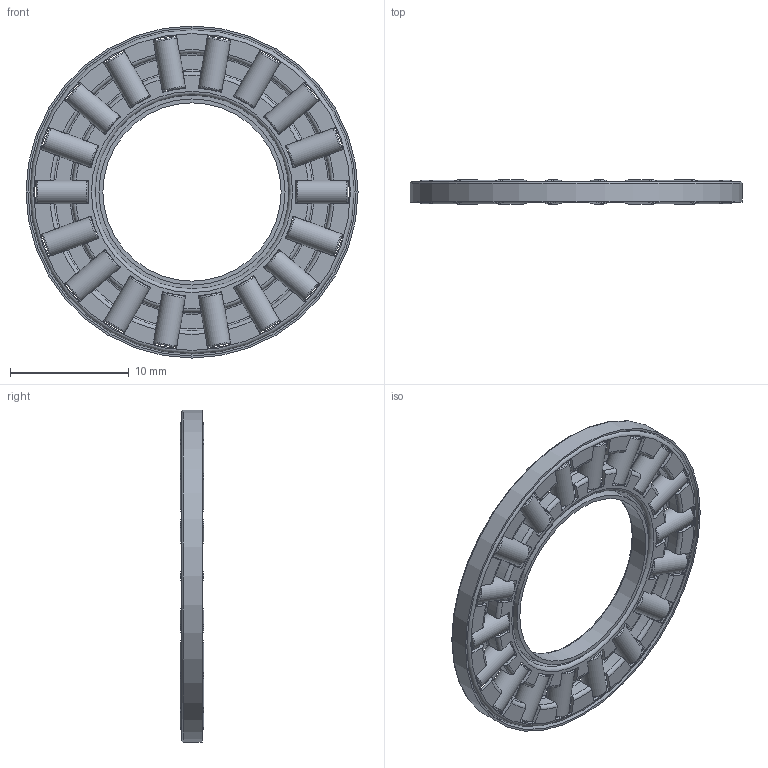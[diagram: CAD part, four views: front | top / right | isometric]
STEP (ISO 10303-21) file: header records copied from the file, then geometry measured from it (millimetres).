
FILE_DESCRIPTION(/* description */ ('STEP AP203'),/* implementation_level */ '2;1');
FILE_NAME(/* name */ '5909K13_Needle-Roller Thrust Bearing v1.step',/* time_stamp */ '2025-10-23T12:45:27-04:00',/* author */ (''),/* organization */ (''),/* preprocessor_version */ 'ST-DEVELOPER v20.1',/* originating_system */ 'Autodesk Translation Framework v14.17.0.0',/* authorisation */ '');
FILE_SCHEMA (('AUTOMOTIVE_DESIGN { 1 0 10303 214 3 1 1 }'));
Length unit declared in the file: inch
Products named in the file (1): 5909K13_Needle-Roller Thrust Bearing
Bounding box: 28 x 2 x 28 mm (x, y, z)
Volume: 427 mm3; surface area: 2168.2 mm2
Topology: 19 solids, 19 shells, 512 faces, 1486 edges, 984 vertices
Faces by surface type: cylinder 206, torus 188, plane 118
Full cylindrical faces by diameter (mm): 2 x18, 15.032 x1, 15.688 x1, 16.344 x1, 17 x1, 27 x1, 27.333 x1, 27.667 x1, 28 x1
Entity records: 18307 total; most frequent: CARTESIAN_POINT 4135, DIRECTION 3212, ORIENTED_EDGE 2972, EDGE_CURVE 1486, AXIS2_PLACEMENT_3D 1341, VERTEX_POINT 984, CIRCLE 668, LINE 530
